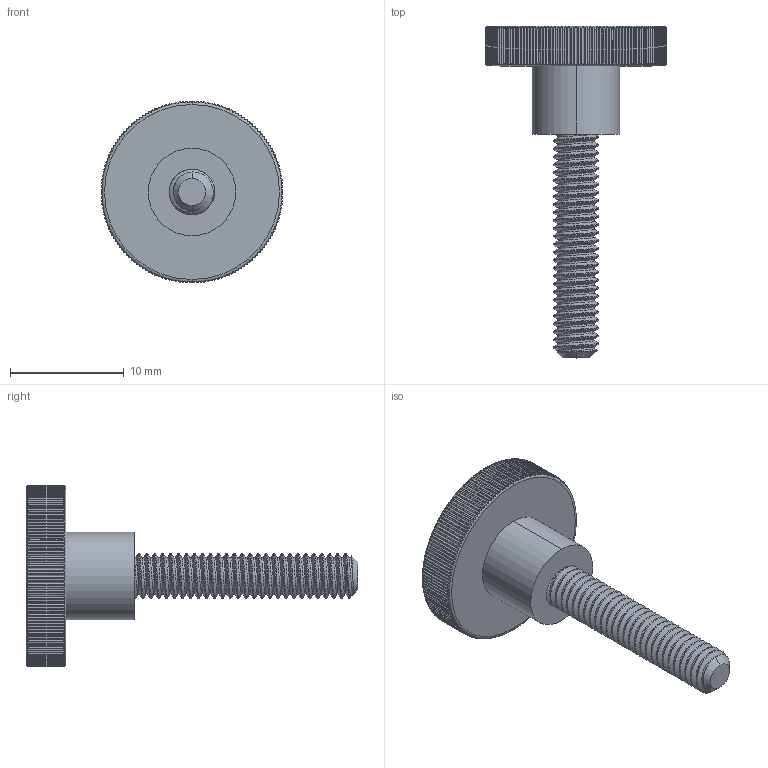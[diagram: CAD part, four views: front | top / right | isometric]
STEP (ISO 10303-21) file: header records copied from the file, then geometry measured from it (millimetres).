
FILE_DESCRIPTION (( 'STEP AP214' ), '1' );
FILE_NAME ('02467-Elevated Knurl Screw Plain Steel M4.STEP', '2018-08-01T04:34:45', ( '' ), ( '' ), 'SwSTEP 2.0', 'SolidWorks 2018', '' );
FILE_SCHEMA (( 'AUTOMOTIVE_DESIGN' ));
Length unit declared in the file: millimetre
Products named in the file (1): 02467-Elevated Knurl Screw Plain Steel M4
Bounding box: 16 x 29.2 x 16 mm (x, y, z)
Volume: 1166.8 mm3; surface area: 1154.8 mm2
Topology: 1 solids, 1 shells, 729 faces, 2095 edges, 1396 vertices
Faces by surface type: cylinder 456, plane 161, bspline 105, torus 4, cone 3
Entity records: 40707 total; most frequent: CARTESIAN_POINT 23194, ORIENTED_EDGE 4190, DIRECTION 2875, EDGE_CURVE 2095, VERTEX_POINT 1396, AXIS2_PLACEMENT_3D 961, LINE 953, VECTOR 953
